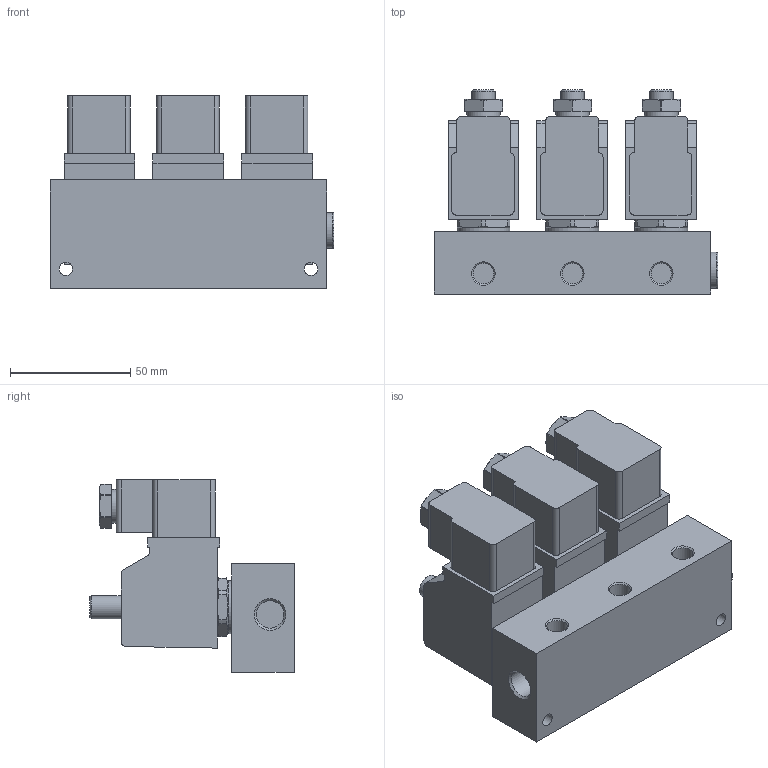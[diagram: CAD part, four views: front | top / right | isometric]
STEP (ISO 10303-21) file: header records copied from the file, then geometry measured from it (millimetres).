
FILE_DESCRIPTION(/* description */ ('STEP AP214'),/* implementation_level */ '2;1');
FILE_NAME(/* name */ '6687_BMCH-3-3-1_8',/* time_stamp */ '2024-08-05T15:19:03+02:00',/* author */ ('License CC BY-ND 4.0'),/* organization */ ('CADENAS'),/* preprocessor_version */ 'ST-DEVELOPER v19.3',/* originating_system */ 'PARTsolutions',/* authorisation */ ' ');
FILE_SCHEMA (('AUTOMOTIVE_DESIGN {1 0 10303 214 3 1 1}'));
Length unit declared in the file: millimetre
Products named in the file (1): 6687 BMCH-3-3-1/8
Bounding box: 118 x 85 x 80 mm (x, y, z)
Volume: 362467.2 mm3; surface area: 60654.7 mm2
Topology: 1 solids, 1 shells, 276 faces, 668 edges, 425 vertices
Faces by surface type: plane 127, cylinder 87, cone 61, torus 1
Full cylindrical faces by diameter (mm): 4 x3, 5.5 x2, 8.566 x3, 9.728 x3, 10 x2, 11.445 x1, 12 x3, 14 x3, 15 x1, 22 x3
Entity records: 7990 total; most frequent: CARTESIAN_POINT 1654, DIRECTION 1314, ORIENTED_EDGE 1264, EDGE_CURVE 632, AXIS2_PLACEMENT_3D 513, VERTEX_POINT 421, EDGE_LOOP 343, FACE_BOUND 343
